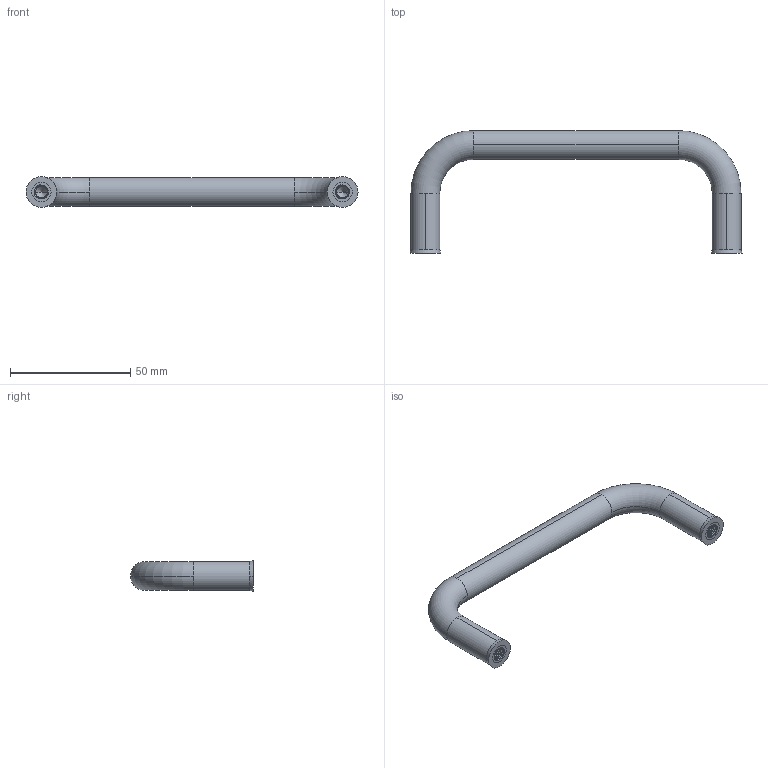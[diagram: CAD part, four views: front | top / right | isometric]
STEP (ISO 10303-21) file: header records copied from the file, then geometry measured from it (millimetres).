
FILE_DESCRIPTION (( 'STEP AP203' ), '1' );
FILE_NAME ('2480N24_Food Industry Threaded-Hole Pull Handle.STEP', '2021-07-08T15:41:58', ( 'Administrator' ), ( 'Managed by Terraform' ), 'SwSTEP 2.0', 'SolidWorks 2017', '' );
FILE_SCHEMA (( 'CONFIG_CONTROL_DESIGN' ));
Length unit declared in the file: millimetre
Products named in the file (1): 2480N24_Food Industry Threaded-Hole Pull Handle
Bounding box: 137.8 x 51 x 12.8 mm (x, y, z)
Volume: 21783.2 mm3; surface area: 8968.8 mm2
Topology: 3 solids, 3 shells, 135 faces, 353 edges, 220 vertices
Faces by surface type: cylinder 74, cone 27, torus 20, bspline 8, plane 6
Entity records: 10062 total; most frequent: CARTESIAN_POINT 7056, ORIENTED_EDGE 698, DIRECTION 559, EDGE_CURVE 349, AXIS2_PLACEMENT_3D 227, VERTEX_POINT 220, EDGE_LOOP 139, FACE_OUTER_BOUND 135
